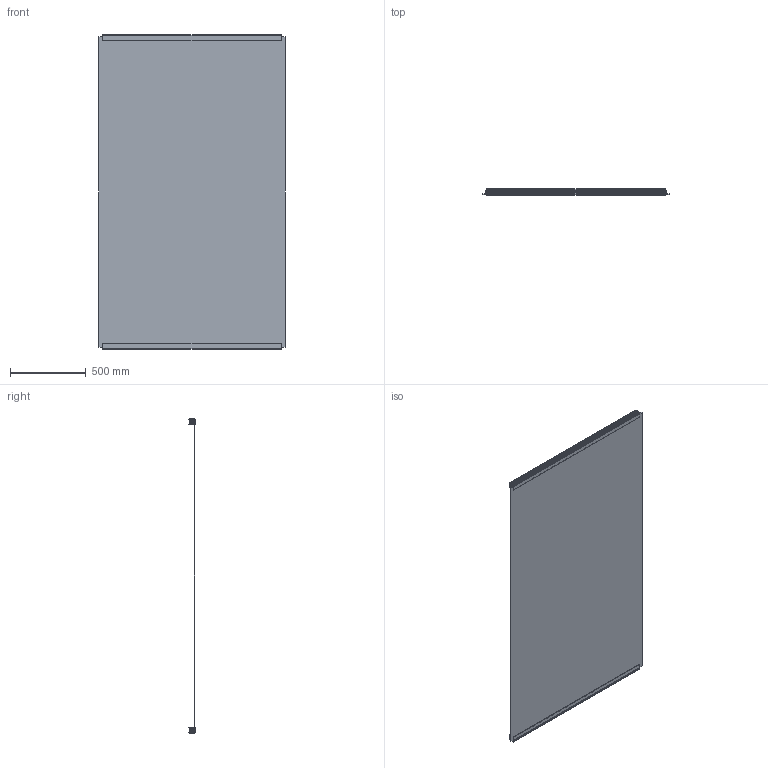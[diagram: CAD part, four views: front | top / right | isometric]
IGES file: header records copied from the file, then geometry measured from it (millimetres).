
Global section: file name: No Iges File Name specified; native system: Autodesk Inventor 2012; preprocessor: AutoDesk Inventor Iges Exporter R2012; author: marina kaa; date: 20121123.135504; units: millimetre
Bounding box: 1230 x 40 x 2078 mm (x, y, z)
Volume: 11334293.7 mm3; surface area: 6210579.6 mm2
Topology: 6 solids, 7 shells, 660 faces, 1992 edges, 1322 vertices
Faces by surface type: revolution 224, plane 216, cylinder 160, cone 48, sphere 8, bspline 4
Full cylindrical faces by diameter (mm): 7.8 x4, 7.9 x4, 11.8 x4
